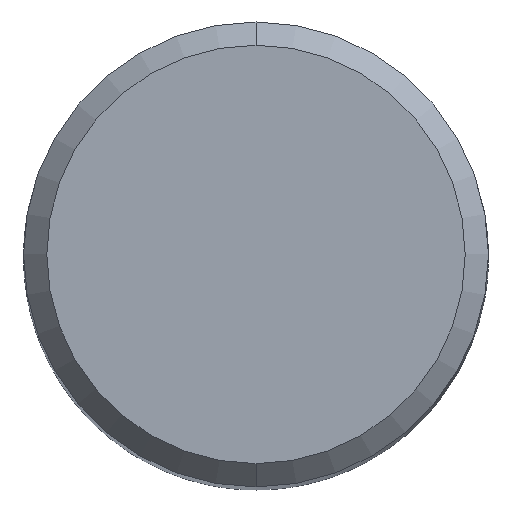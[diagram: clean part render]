
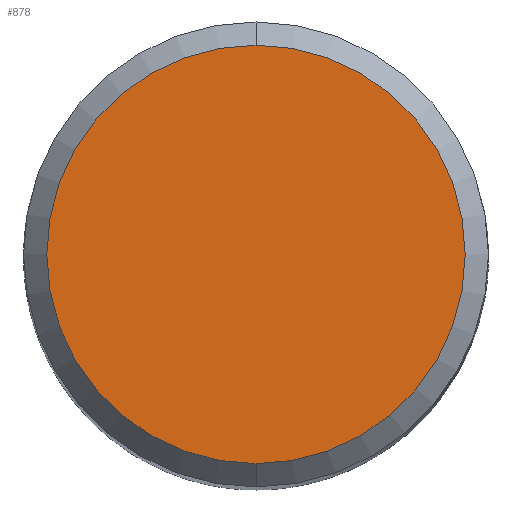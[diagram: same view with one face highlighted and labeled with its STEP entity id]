
A CAD part, top view. The second image highlights one B-rep face of the part: STEP entity #878.
In plain terms, the highlighted planar face has unit normal (0, 0, 1).
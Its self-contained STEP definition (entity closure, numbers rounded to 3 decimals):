
#458=VERTEX_POINT('',#1157);
#646=EDGE_CURVE('',#458,#986,#1363,.T.);
#670=EDGE_CURVE('',#986,#458,#1387,.T.);
#878=ADVANCED_FACE('',(#1615),#1616,.T.);
#986=VERTEX_POINT('',#1734);
#1157=CARTESIAN_POINT('',(0.0,5.4,0.0));
#1363=CIRCLE('',#3046,5.4);
#1387=CIRCLE('',#3084,5.4);
#1615=FACE_OUTER_BOUND('',#4482,.T.);
#1616=PLANE('',#4483);
#1734=CARTESIAN_POINT('',(0.,-5.4,0.0));
#3046=AXIS2_PLACEMENT_3D('',#5976,#5977,#5978);
#3084=AXIS2_PLACEMENT_3D('',#5989,#5990,#5991);
#4482=EDGE_LOOP('',(#6234,#6235));
#4483=AXIS2_PLACEMENT_3D('',#6236,#6237,#6238);
#5976=CARTESIAN_POINT('',(0.0,0.0,0.0));
#5977=DIRECTION('',(0.0,0.0,-1.0));
#5978=DIRECTION('',(0.0,1.0,0.0));
#5989=CARTESIAN_POINT('',(0.0,0.0,0.0));
#5990=DIRECTION('',(0.0,0.0,-1.0));
#5991=DIRECTION('',(0.0,1.0,0.0));
#6234=ORIENTED_EDGE('',*,*,#646,.F.);
#6235=ORIENTED_EDGE('',*,*,#670,.F.);
#6236=CARTESIAN_POINT('',(0.0,2.7,0.0));
#6237=DIRECTION('',(-0.0,0.0,1.0));
#6238=DIRECTION('',(0.0,-1.0,0.0));
